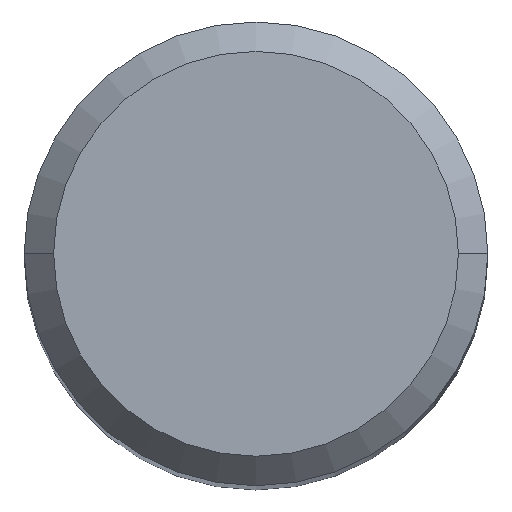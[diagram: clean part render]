
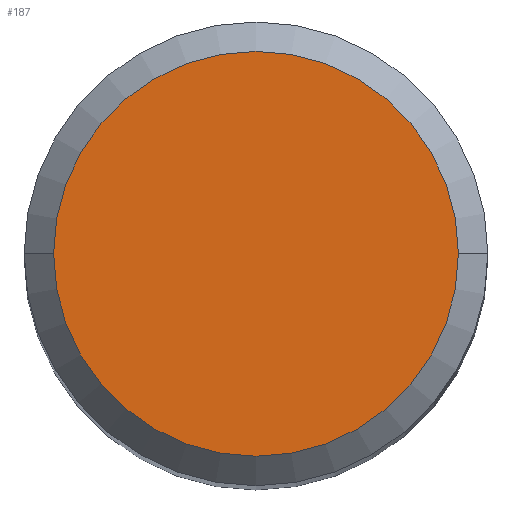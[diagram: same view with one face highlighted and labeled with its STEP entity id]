
A CAD part, top view. The second image highlights one B-rep face of the part: STEP entity #187.
In plain terms, the highlighted planar face has unit normal (0, 0, 1).
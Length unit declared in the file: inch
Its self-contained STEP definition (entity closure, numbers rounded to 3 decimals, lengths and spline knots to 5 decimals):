
#15 = CIRCLE ( 'NONE', #99, 0.10311 ) ;
#27 = CARTESIAN_POINT ( 'NONE',  ( 0., 0., 2.95276 ) ) ;
#32 = DIRECTION ( 'NONE',  ( 1., 0., 0. ) ) ;
#34 = DIRECTION ( 'NONE',  ( 1., 0., 0. ) ) ;
#74 = ORIENTED_EDGE ( 'NONE', *, *, #90, .T. ) ;
#84 = DIRECTION ( 'NONE',  ( 0., 0., 1. ) ) ;
#89 = FACE_OUTER_BOUND ( 'NONE', #185, .T. ) ;
#90 = EDGE_CURVE ( 'NONE', #186, #98, #15, .T. ) ;
#91 = CARTESIAN_POINT ( 'NONE',  ( -0.10311, 0., 2.95276 ) ) ;
#98 = VERTEX_POINT ( 'NONE', #284 ) ;
#99 = AXIS2_PLACEMENT_3D ( 'NONE', #27, #136, #220 ) ;
#128 = EDGE_CURVE ( 'NONE', #98, #186, #276, .T. ) ;
#136 = DIRECTION ( 'NONE',  ( 0., 0., 1. ) ) ;
#137 = AXIS2_PLACEMENT_3D ( 'NONE', #291, #227, #32 ) ;
#185 = EDGE_LOOP ( 'NONE', ( #74, #282 ) ) ;
#186 = VERTEX_POINT ( 'NONE', #91 ) ;
#187 = ADVANCED_FACE ( 'NONE', ( #89 ), #294, .T. ) ;
#220 = DIRECTION ( 'NONE',  ( 1., 0., 0. ) ) ;
#226 = AXIS2_PLACEMENT_3D ( 'NONE', #270, #84, #34 ) ;
#227 = DIRECTION ( 'NONE',  ( 0., 0., 1. ) ) ;
#270 = CARTESIAN_POINT ( 'NONE',  ( 0., 0., 2.95276 ) ) ;
#276 = CIRCLE ( 'NONE', #137, 0.10311 ) ;
#282 = ORIENTED_EDGE ( 'NONE', *, *, #128, .T. ) ;
#284 = CARTESIAN_POINT ( 'NONE',  ( 0.10311, 0., 2.95276 ) ) ;
#291 = CARTESIAN_POINT ( 'NONE',  ( 0., 0., 2.95276 ) ) ;
#294 = PLANE ( 'NONE',  #226 ) ;
